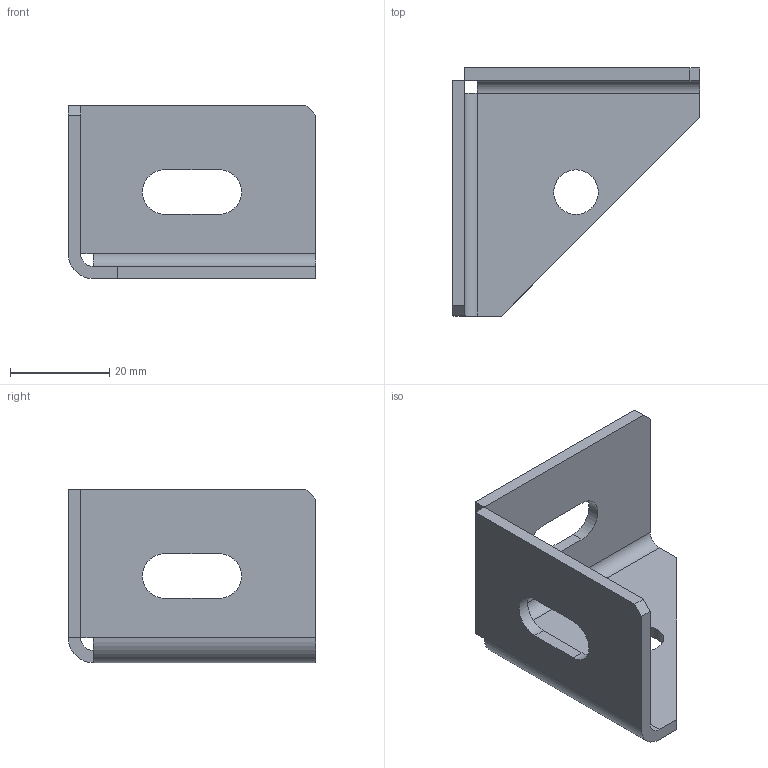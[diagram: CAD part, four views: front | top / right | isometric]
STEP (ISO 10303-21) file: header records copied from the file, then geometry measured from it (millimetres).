
FILE_DESCRIPTION(('Creo Elements/Direct Modeling STEP Export'),'2;1');
FILE_NAME('44.0200.3_Eckwinkel-MMS-44_50x50-ohne-Arretierung-chem.vernickelt.stp','2022-03-21T 8:58:15',(''),(''),'PTC Creo Elements/Direct Modeling STEP processor for AP214 (Solid Model)','PTC Creo Elements/Direct Modeling 19.0C 15-Aug-2015 (C) Parametric Technology GmbH','');
FILE_SCHEMA(('AUTOMOTIVE_DESIGN { 1 0 10303 214 1 1 1 1 }'));
Length unit declared in the file: millimetre
Products named in the file (2): Eckwinkel-MMS-44_50x50-ohne-Arretierung-chem.vernickelt_44.0200.3_PX173
479
Assembly tree (1 placements, depth 2):
  Eckwinkel-MMS-44_50x50-ohne-Arretierung-chem.vernickelt_44.0200.3_PX173
479
    Eckwinkel-MMS-44_50x50-ohne-Arretierung-chem.vernickelt_44.0200.3_PX173
479
Bounding box: 50 x 50 x 35 mm (x, y, z)
Volume: 10511.8 mm3; surface area: 9500.6 mm2
Topology: 1 solids, 1 shells, 33 faces, 85 edges, 54 vertices
Faces by surface type: plane 23, cylinder 10
Entity records: 1034 total; most frequent: CARTESIAN_POINT 170, ORIENTED_EDGE 170, DIRECTION 169, EDGE_CURVE 85, VECTOR 63, LINE 63, VERTEX_POINT 54, AXIS2_PLACEMENT_3D 53
